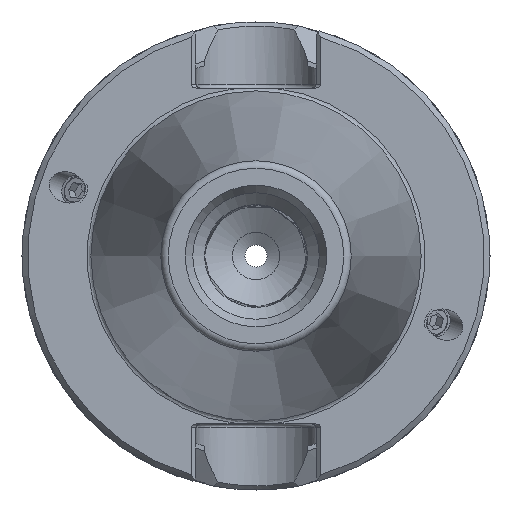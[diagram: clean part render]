
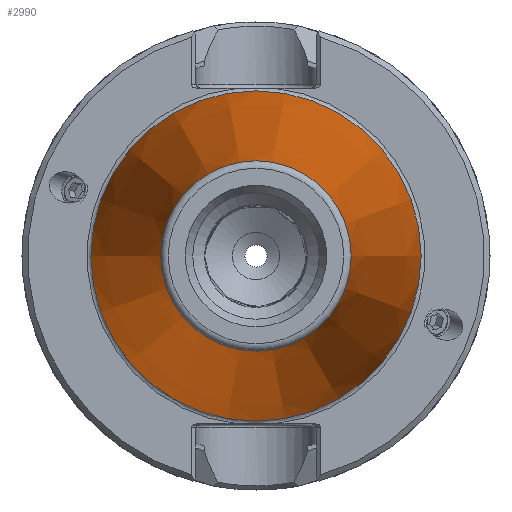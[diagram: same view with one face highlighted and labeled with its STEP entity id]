
A CAD part, left-side view. The second image highlights one B-rep face of the part: STEP entity #2990.
In plain terms, the highlighted conical face has half-angle 8.297 degrees and reference radius 17.456 mm.
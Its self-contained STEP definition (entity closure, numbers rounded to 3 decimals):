
#2947=CARTESIAN_POINT('',(-64.536,12.814,0.));
#2948=VERTEX_POINT('',#2947);
#2949=CARTESIAN_POINT('',(-64.536,0.,0.));
#2950=DIRECTION('',(-1.0,0.0,0.0));
#2951=DIRECTION('',(0.0,-1.0,0.0));
#2952=AXIS2_PLACEMENT_3D('',#2949,#2950,#2951);
#2953=CIRCLE('',#2952,12.814);
#2954=EDGE_CURVE('',#2948,#2948,#2953,.T.);
#2971=CARTESIAN_POINT('',(-32.703,0.0,0.0));
#2972=DIRECTION('',(1.0,0.0,0.0));
#2973=DIRECTION('',(0.,1.0,0.0));
#2974=AXIS2_PLACEMENT_3D('',#2971,#2972,#2973);
#2975=CONICAL_SURFACE('',#2974,17.456,8.297);
#2976=CARTESIAN_POINT('',(0.0,22.225,0.0));
#2977=VERTEX_POINT('',#2976);
#2978=CARTESIAN_POINT('',(0.0,0.0,0.0));
#2979=DIRECTION('',(1.0,0.,0.0));
#2980=DIRECTION('',(0.,1.0,0.0));
#2981=AXIS2_PLACEMENT_3D('',#2978,#2979,#2980);
#2982=CIRCLE('',#2981,22.225);
#2983=EDGE_CURVE('',#2977,#2977,#2982,.T.);
#2984=ORIENTED_EDGE('',*,*,#2983,.F.);
#2985=EDGE_LOOP('',(#2984));
#2986=FACE_OUTER_BOUND('',#2985,.T.);
#2987=ORIENTED_EDGE('',*,*,#2954,.F.);
#2988=EDGE_LOOP('',(#2987));
#2989=FACE_BOUND('',#2988,.T.);
#2990=ADVANCED_FACE('',(#2986,#2989),#2975,.T.);
